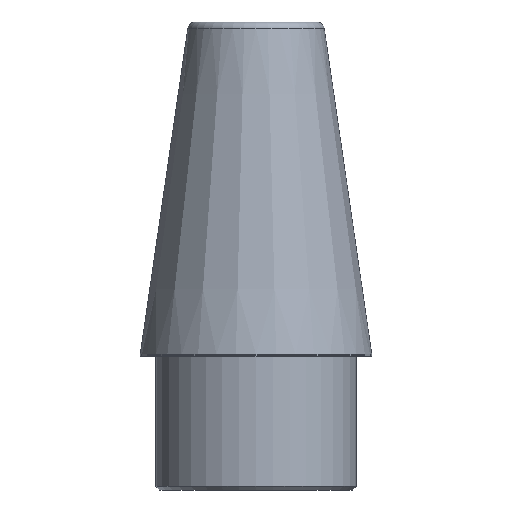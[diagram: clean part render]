
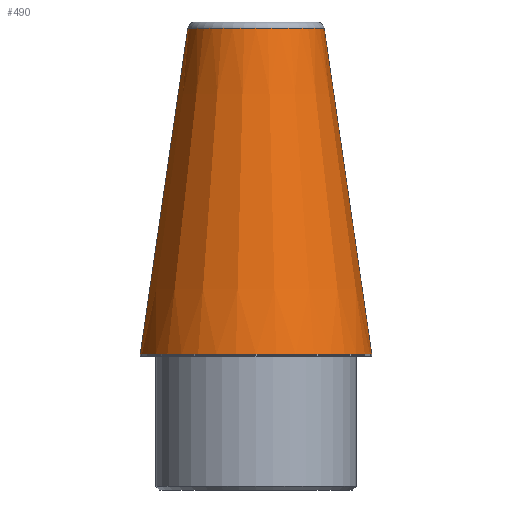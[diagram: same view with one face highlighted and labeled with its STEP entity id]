
A CAD part, left-side view. The second image highlights one B-rep face of the part: STEP entity #490.
In plain terms, the highlighted conical face has half-angle 8.297 degrees and reference radius 20.389 mm.
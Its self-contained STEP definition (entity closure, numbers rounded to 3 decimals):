
#382=VERTEX_POINT('NONE',#830);
#394=EDGE_CURVE('NONE',#382,#456,#843,.T.);
#406=VERTEX_POINT('NONE',#857);
#422=EDGE_CURVE('NONE',#382,#586,#876,.T.);
#456=VERTEX_POINT('NONE',#914);
#490=ADVANCED_FACE('NONE',(#958),#959,.T.);
#504=EDGE_CURVE('NONE',#456,#406,#974,.T.);
#586=VERTEX_POINT('NONE',#1060);
#616=EDGE_CURVE('NONE',#586,#406,#1092,.T.);
#830=CARTESIAN_POINT('',(0.,20.389,99.675));
#843=LINE('',#1414,#1415);
#857=CARTESIAN_POINT('',(0.0,-34.597,2.25));
#876=CIRCLE('',#1454,20.389);
#914=CARTESIAN_POINT('',(0.,34.597,2.25));
#958=FACE_OUTER_BOUND('',#1642,.T.);
#959=CONICAL_SURFACE('',#1643,20.389,0.145);
#974=CIRCLE('',#1669,34.597);
#1060=CARTESIAN_POINT('',(0.0,-20.389,99.675));
#1092=LINE('',#1894,#1895);
#1414=CARTESIAN_POINT('',(0.,20.389,99.675));
#1415=VECTOR('',#2190,1000.0);
#1454=AXIS2_PLACEMENT_3D('',#2233,#2234,#2235);
#1642=EDGE_LOOP('',(#2358,#2359,#2360,#2361));
#1643=AXIS2_PLACEMENT_3D('',#2362,#2363,#2364);
#1669=AXIS2_PLACEMENT_3D('',#2378,#2379,#2380);
#1894=CARTESIAN_POINT('',(0.0,-20.389,99.675));
#1895=VECTOR('',#2489,1000.0);
#2190=DIRECTION('',(0.,0.144,-0.99));
#2233=CARTESIAN_POINT('',(0.0,0.0,99.675));
#2234=DIRECTION('',(0.0,-0.0,1.0));
#2235=DIRECTION('',(0.0,1.0,0.0));
#2358=ORIENTED_EDGE('',*,*,#422,.F.);
#2359=ORIENTED_EDGE('',*,*,#394,.T.);
#2360=ORIENTED_EDGE('',*,*,#504,.T.);
#2361=ORIENTED_EDGE('',*,*,#616,.F.);
#2362=CARTESIAN_POINT('',(0.0,0.0,99.675));
#2363=DIRECTION('',(0.0,-0.0,-1.0));
#2364=DIRECTION('',(0.0,-1.0,0.0));
#2378=CARTESIAN_POINT('',(0.0,0.0,2.25));
#2379=DIRECTION('',(-0.0,0.0,1.0));
#2380=DIRECTION('',(0.0,-1.0,0.0));
#2489=DIRECTION('',(0.0,-0.144,-0.99));
